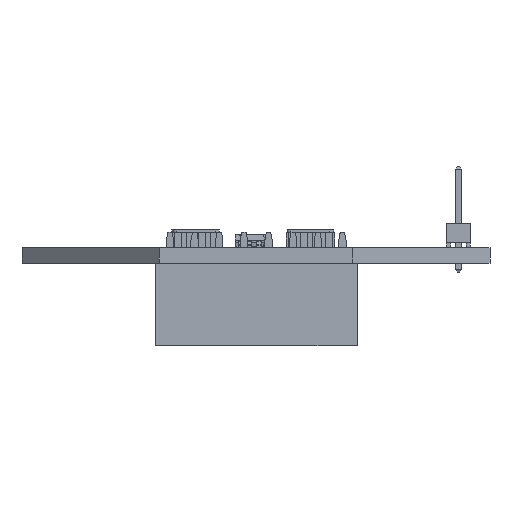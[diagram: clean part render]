
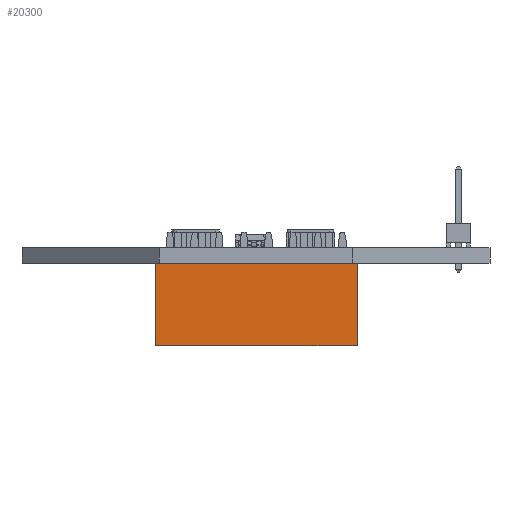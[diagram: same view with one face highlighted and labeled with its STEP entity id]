
A CAD part, left-side view. The second image highlights one B-rep face of the part: STEP entity #20300.
In plain terms, the highlighted face is planar.
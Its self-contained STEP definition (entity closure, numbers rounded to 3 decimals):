
#20170 = VERTEX_POINT('',#20171);
#20171 = CARTESIAN_POINT('',(-10.414,8.509,-1.27));
#20177 = EDGE_CURVE('',#20170,#20178,#20180,.T.);
#20178 = VERTEX_POINT('',#20179);
#20179 = CARTESIAN_POINT('',(-10.414,0.,-1.27));
#20180 = LINE('',#20181,#20182);
#20181 = CARTESIAN_POINT('',(-10.414,8.509,-1.27));
#20182 = VECTOR('',#20183,1.);
#20183 = DIRECTION('',(-0.,-1.,-0.));
#20248 = EDGE_CURVE('',#20249,#20251,#20253,.T.);
#20249 = VERTEX_POINT('',#20250);
#20250 = CARTESIAN_POINT('',(10.414,8.509,-1.27));
#20251 = VERTEX_POINT('',#20252);
#20252 = CARTESIAN_POINT('',(10.414,0.,-1.27));
#20253 = LINE('',#20254,#20255);
#20254 = CARTESIAN_POINT('',(10.414,8.509,-1.27));
#20255 = VECTOR('',#20256,1.);
#20256 = DIRECTION('',(-0.,-1.,-0.));
#20300 = ADVANCED_FACE('',(#20301),#20317,.T.);
#20301 = FACE_BOUND('',#20302,.T.);
#20302 = EDGE_LOOP('',(#20303,#20304,#20310,#20311));
#20303 = ORIENTED_EDGE('',*,*,#20177,.F.);
#20304 = ORIENTED_EDGE('',*,*,#20305,.F.);
#20305 = EDGE_CURVE('',#20249,#20170,#20306,.T.);
#20306 = LINE('',#20307,#20308);
#20307 = CARTESIAN_POINT('',(10.414,8.509,-1.27));
#20308 = VECTOR('',#20309,1.);
#20309 = DIRECTION('',(-1.,0.,0.));
#20310 = ORIENTED_EDGE('',*,*,#20248,.T.);
#20311 = ORIENTED_EDGE('',*,*,#20312,.F.);
#20312 = EDGE_CURVE('',#20178,#20251,#20313,.T.);
#20313 = LINE('',#20314,#20315);
#20314 = CARTESIAN_POINT('',(-10.414,0.,-1.27));
#20315 = VECTOR('',#20316,1.);
#20316 = DIRECTION('',(1.,0.,0.));
#20317 = PLANE('',#20318);
#20318 = AXIS2_PLACEMENT_3D('',#20319,#20320,#20321);
#20319 = CARTESIAN_POINT('',(-10.414,8.509,-1.27));
#20320 = DIRECTION('',(0.,0.,-1.));
#20321 = DIRECTION('',(-1.,0.,-0.));
